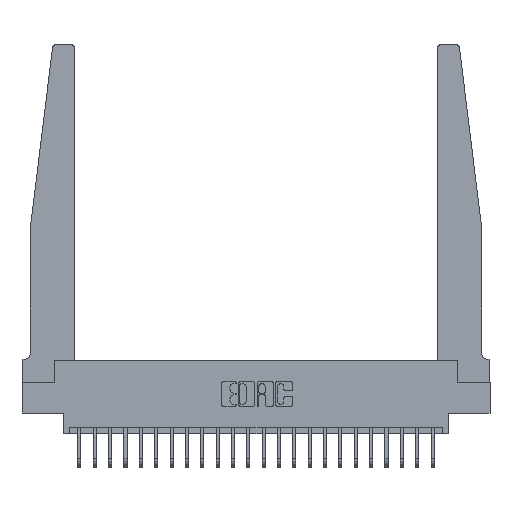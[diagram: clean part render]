
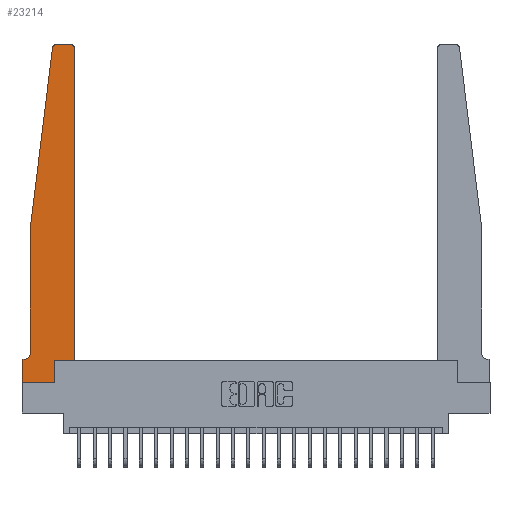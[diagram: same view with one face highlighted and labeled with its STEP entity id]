
A CAD part, top view. The second image highlights one B-rep face of the part: STEP entity #23214.
In plain terms, the highlighted planar face has unit normal (0, 0, 1).
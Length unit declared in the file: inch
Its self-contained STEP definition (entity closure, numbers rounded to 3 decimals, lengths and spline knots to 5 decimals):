
#165 = LINE ( 'NONE', #14383, #19301 ) ;
#732 = CARTESIAN_POINT ( 'NONE',  ( 0.27653, 2.75, 0.37 ) ) ;
#905 = EDGE_CURVE ( 'NONE', #17403, #2535, #23830, .T. ) ;
#1092 = ORIENTED_EDGE ( 'NONE', *, *, #18460, .T. ) ;
#1157 = EDGE_CURVE ( 'NONE', #24565, #13101, #15128, .T. ) ;
#1196 = EDGE_CURVE ( 'NONE', #12985, #4684, #20557, .T. ) ;
#1229 = EDGE_CURVE ( 'NONE', #24353, #24565, #9781, .T. ) ;
#2295 = AXIS2_PLACEMENT_3D ( 'NONE', #20800, #12971, #20547 ) ;
#2432 = ORIENTED_EDGE ( 'NONE', *, *, #8060, .T. ) ;
#2451 = DIRECTION ( 'NONE',  ( 0., 1., 0. ) ) ;
#2535 = VERTEX_POINT ( 'NONE', #13795 ) ;
#3485 = AXIS2_PLACEMENT_3D ( 'NONE', #16825, #5398, #18799 ) ;
#3497 = CARTESIAN_POINT ( 'NONE',  ( 0., 0., 0.37 ) ) ;
#3517 = VERTEX_POINT ( 'NONE', #18413 ) ;
#3563 = VERTEX_POINT ( 'NONE', #20826 ) ;
#3646 = LINE ( 'NONE', #15245, #8335 ) ;
#4050 = ORIENTED_EDGE ( 'NONE', *, *, #8132, .T. ) ;
#4684 = VERTEX_POINT ( 'NONE', #732 ) ;
#4759 = CARTESIAN_POINT ( 'NONE',  ( 0.065, 0.2375, 0.37 ) ) ;
#4888 = CARTESIAN_POINT ( 'NONE',  ( 0.425, 0.18, 0.37 ) ) ;
#4921 = DIRECTION ( 'NONE',  ( 1., 0., 0. ) ) ;
#4926 = LINE ( 'NONE', #13957, #18379 ) ;
#5074 = VERTEX_POINT ( 'NONE', #24695 ) ;
#5398 = DIRECTION ( 'NONE',  ( 0., 0., 1. ) ) ;
#5485 = DIRECTION ( 'NONE',  ( 0., 0., -1. ) ) ;
#5700 = EDGE_CURVE ( 'NONE', #10589, #3517, #14347, .T. ) ;
#5725 = CARTESIAN_POINT ( 'NONE',  ( 0.015, 0.2375, 0.37 ) ) ;
#5736 = EDGE_CURVE ( 'NONE', #2535, #8426, #6884, .T. ) ;
#5973 = CIRCLE ( 'NONE', #19031, 0.03 ) ;
#6064 = DIRECTION ( 'NONE',  ( -1., 0., 0. ) ) ;
#6230 = CARTESIAN_POINT ( 'NONE',  ( 0.2605, 0.18, 0.37 ) ) ;
#6489 = ORIENTED_EDGE ( 'NONE', *, *, #1157, .T. ) ;
#6518 = CARTESIAN_POINT ( 'NONE',  ( 0.065, 0.1875, 0.37 ) ) ;
#6884 = LINE ( 'NONE', #6518, #21270 ) ;
#7383 = CARTESIAN_POINT ( 'NONE',  ( 0.2605, 0., 0.37 ) ) ;
#7621 = ORIENTED_EDGE ( 'NONE', *, *, #5700, .T. ) ;
#7990 = CARTESIAN_POINT ( 'NONE',  ( 0., 0., 0.37 ) ) ;
#8060 = EDGE_CURVE ( 'NONE', #4684, #3563, #10858, .T. ) ;
#8132 = EDGE_CURVE ( 'NONE', #5074, #17403, #4926, .T. ) ;
#8335 = VECTOR ( 'NONE', #15087, 39.37008 ) ;
#8358 = DIRECTION ( 'NONE',  ( -1., 0., 0. ) ) ;
#8426 = VERTEX_POINT ( 'NONE', #12726 ) ;
#8910 = ORIENTED_EDGE ( 'NONE', *, *, #905, .T. ) ;
#9040 = DIRECTION ( 'NONE',  ( 0., -1., 0. ) ) ;
#9073 = PLANE ( 'NONE',  #2295 ) ;
#9758 = CARTESIAN_POINT ( 'NONE',  ( 0.2605, 0.18, 0.37 ) ) ;
#9781 = LINE ( 'NONE', #10082, #16027 ) ;
#10054 = VECTOR ( 'NONE', #6064, 39.37008 ) ;
#10082 = CARTESIAN_POINT ( 'NONE',  ( 0., 0., 0.37 ) ) ;
#10340 = EDGE_CURVE ( 'NONE', #3517, #12985, #5973, .T. ) ;
#10482 = DIRECTION ( 'NONE',  ( 1., 0., 0. ) ) ;
#10589 = VERTEX_POINT ( 'NONE', #4888 ) ;
#10645 = DIRECTION ( 'NONE',  ( 0., 0., 1. ) ) ;
#10674 = EDGE_CURVE ( 'NONE', #3563, #5074, #3646, .T. ) ;
#10858 = CIRCLE ( 'NONE', #3485, 0.03 ) ;
#11135 = CARTESIAN_POINT ( 'NONE',  ( 0.395, 2.75, 0.37 ) ) ;
#11860 = DIRECTION ( 'NONE',  ( 0., 1., 0. ) ) ;
#12016 = ORIENTED_EDGE ( 'NONE', *, *, #21463, .T. ) ;
#12381 = FACE_OUTER_BOUND ( 'NONE', #18745, .T. ) ;
#12726 = CARTESIAN_POINT ( 'NONE',  ( 0., 0.1875, 0.37 ) ) ;
#12802 = AXIS2_PLACEMENT_3D ( 'NONE', #5725, #5485, #8358 ) ;
#12971 = DIRECTION ( 'NONE',  ( 0., 0., 1. ) ) ;
#12985 = VERTEX_POINT ( 'NONE', #11135 ) ;
#13101 = VERTEX_POINT ( 'NONE', #9758 ) ;
#13696 = CARTESIAN_POINT ( 'NONE',  ( 0.425, 0.18, 0.37 ) ) ;
#13795 = CARTESIAN_POINT ( 'NONE',  ( 0.015, 0.1875, 0.37 ) ) ;
#13957 = CARTESIAN_POINT ( 'NONE',  ( 0.065, 1.25, 0.37 ) ) ;
#14347 = LINE ( 'NONE', #13696, #17972 ) ;
#14383 = CARTESIAN_POINT ( 'NONE',  ( 0.425, 0.18, 0.37 ) ) ;
#15087 = DIRECTION ( 'NONE',  ( -0.122, -0.992, 0. ) ) ;
#15128 = LINE ( 'NONE', #6230, #19371 ) ;
#15245 = CARTESIAN_POINT ( 'NONE',  ( 0.065, 1.25, 0.37 ) ) ;
#16027 = VECTOR ( 'NONE', #21560, 39.37008 ) ;
#16825 = CARTESIAN_POINT ( 'NONE',  ( 0.27653, 2.72, 0.37 ) ) ;
#16943 = ORIENTED_EDGE ( 'NONE', *, *, #5736, .T. ) ;
#17403 = VERTEX_POINT ( 'NONE', #4759 ) ;
#17571 = ORIENTED_EDGE ( 'NONE', *, *, #1229, .T. ) ;
#17972 = VECTOR ( 'NONE', #11860, 39.37008 ) ;
#18026 = CARTESIAN_POINT ( 'NONE',  ( 0.395, 2.72, 0.37 ) ) ;
#18271 = DIRECTION ( 'NONE',  ( 0., -1., 0. ) ) ;
#18379 = VECTOR ( 'NONE', #18271, 39.37008 ) ;
#18413 = CARTESIAN_POINT ( 'NONE',  ( 0.425, 2.72, 0.37 ) ) ;
#18460 = EDGE_CURVE ( 'NONE', #13101, #10589, #165, .T. ) ;
#18745 = EDGE_LOOP ( 'NONE', ( #18801, #2432, #19647, #4050, #8910, #16943, #12016, #17571, #6489, #1092, #7621, #20913 ) ) ;
#18799 = DIRECTION ( 'NONE',  ( 1., 0., 0. ) ) ;
#18801 = ORIENTED_EDGE ( 'NONE', *, *, #1196, .T. ) ;
#19031 = AXIS2_PLACEMENT_3D ( 'NONE', #18026, #10645, #10482 ) ;
#19301 = VECTOR ( 'NONE', #4921, 39.37008 ) ;
#19371 = VECTOR ( 'NONE', #2451, 39.37008 ) ;
#19647 = ORIENTED_EDGE ( 'NONE', *, *, #10674, .T. ) ;
#20547 = DIRECTION ( 'NONE',  ( 1., 0., 0. ) ) ;
#20557 = LINE ( 'NONE', #21391, #10054 ) ;
#20800 = CARTESIAN_POINT ( 'NONE',  ( 0., 0.1875, 0.37 ) ) ;
#20826 = CARTESIAN_POINT ( 'NONE',  ( 0.24675, 2.72367, 0.37 ) ) ;
#20913 = ORIENTED_EDGE ( 'NONE', *, *, #10340, .T. ) ;
#21270 = VECTOR ( 'NONE', #23949, 39.37008 ) ;
#21391 = CARTESIAN_POINT ( 'NONE',  ( 0.25, 2.75, 0.37 ) ) ;
#21463 = EDGE_CURVE ( 'NONE', #8426, #24353, #21873, .T. ) ;
#21560 = DIRECTION ( 'NONE',  ( 1., 0., 0. ) ) ;
#21873 = LINE ( 'NONE', #3497, #22767 ) ;
#22767 = VECTOR ( 'NONE', #9040, 39.37008 ) ;
#23214 = ADVANCED_FACE ( 'NONE', ( #12381 ), #9073, .T. ) ;
#23830 = CIRCLE ( 'NONE', #12802, 0.05 ) ;
#23949 = DIRECTION ( 'NONE',  ( -1., 0., 0. ) ) ;
#24353 = VERTEX_POINT ( 'NONE', #7990 ) ;
#24565 = VERTEX_POINT ( 'NONE', #7383 ) ;
#24695 = CARTESIAN_POINT ( 'NONE',  ( 0.065, 1.25, 0.37 ) ) ;
